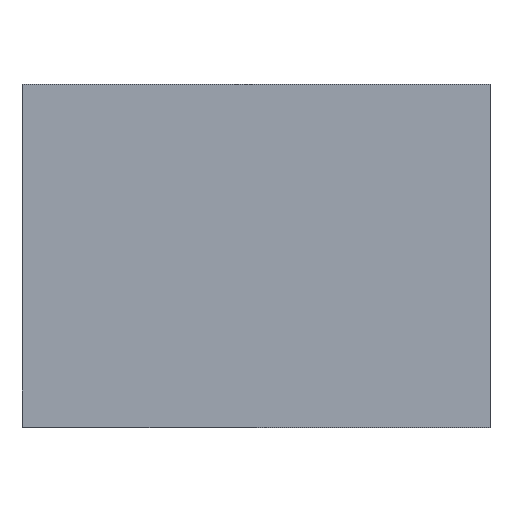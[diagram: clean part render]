
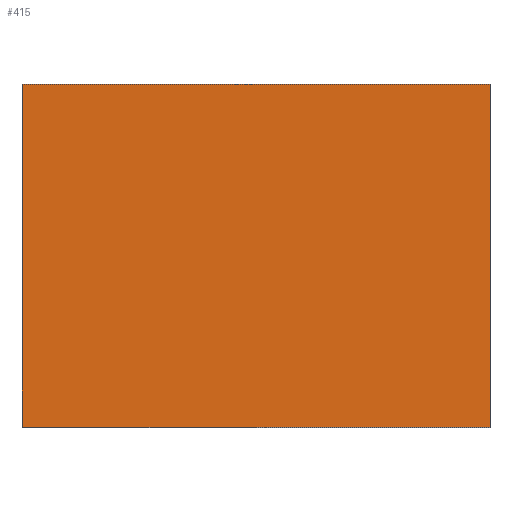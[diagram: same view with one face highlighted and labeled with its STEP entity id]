
A CAD part, top view. The second image highlights one B-rep face of the part: STEP entity #415.
In plain terms, the highlighted planar face has unit normal (0, 0, 1).
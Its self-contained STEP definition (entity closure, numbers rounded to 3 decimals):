
#325 = VERTEX_POINT('',#326);
#326 = CARTESIAN_POINT('',(-5.8,2.,10.5));
#332 = EDGE_CURVE('',#333,#325,#335,.T.);
#333 = VERTEX_POINT('',#334);
#334 = CARTESIAN_POINT('',(5.8,2.,10.5));
#335 = LINE('',#336,#337);
#336 = CARTESIAN_POINT('',(-5.8,2.,10.5));
#337 = VECTOR('',#338,1.);
#338 = DIRECTION('',(-1.,0.,0.));
#356 = VERTEX_POINT('',#357);
#357 = CARTESIAN_POINT('',(-5.8,-6.5,10.5));
#363 = EDGE_CURVE('',#325,#356,#364,.T.);
#364 = LINE('',#365,#366);
#365 = CARTESIAN_POINT('',(-5.8,-6.5,10.5));
#366 = VECTOR('',#367,1.);
#367 = DIRECTION('',(0.,-1.,0.));
#380 = VERTEX_POINT('',#381);
#381 = CARTESIAN_POINT('',(5.8,-6.5,10.5));
#387 = EDGE_CURVE('',#356,#380,#388,.T.);
#388 = LINE('',#389,#390);
#389 = CARTESIAN_POINT('',(-5.8,-6.5,10.5));
#390 = VECTOR('',#391,1.);
#391 = DIRECTION('',(1.,0.,0.));
#404 = EDGE_CURVE('',#380,#333,#405,.T.);
#405 = LINE('',#406,#407);
#406 = CARTESIAN_POINT('',(5.8,-6.5,10.5));
#407 = VECTOR('',#408,1.);
#408 = DIRECTION('',(0.,1.,0.));
#415 = ADVANCED_FACE('',(#416),#422,.T.);
#416 = FACE_BOUND('',#417,.T.);
#417 = EDGE_LOOP('',(#418,#419,#420,#421));
#418 = ORIENTED_EDGE('',*,*,#332,.T.);
#419 = ORIENTED_EDGE('',*,*,#363,.T.);
#420 = ORIENTED_EDGE('',*,*,#387,.T.);
#421 = ORIENTED_EDGE('',*,*,#404,.T.);
#422 = PLANE('',#423);
#423 = AXIS2_PLACEMENT_3D('',#424,#425,#426);
#424 = CARTESIAN_POINT('',(0.,-2.25,10.5));
#425 = DIRECTION('',(0.,0.,1.));
#426 = DIRECTION('',(1.,0.,0.));
